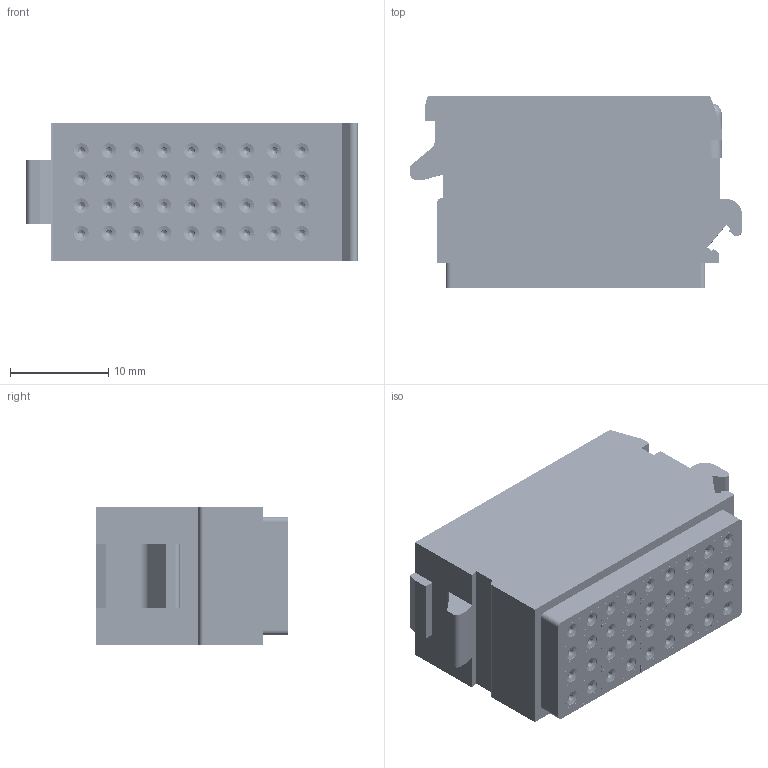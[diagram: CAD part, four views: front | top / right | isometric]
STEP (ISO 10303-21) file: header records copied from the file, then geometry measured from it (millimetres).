
FILE_DESCRIPTION((''),'2;1');
FILE_NAME('00175812002','2020-09-01T',('presta_be4'),(''),'CREO PARAMETRIC BY PTC INC, 2018360','CREO PARAMETRIC BY PTC INC, 2018360','');
FILE_SCHEMA(('CONFIG_CONTROL_DESIGN'));
Products named in the file (1): 00175812002
Bounding box: 33.7 x 19.53 x 14 mm (x, y, z)
Volume: 6625.8 mm3; surface area: 11720.7 mm2
Topology: 1 solids, 1 shells, 5552 faces, 14134 edges, 8837 vertices
Faces by surface type: plane 2252, cylinder 1483, cone 880, torus 792, sphere 145
Entity records: 181454 total; most frequent: CARTESIAN_POINT 45835, DIRECTION 28967, ORIENTED_EDGE 28120, EDGE_CURVE 14060, AXIS2_PLACEMENT_3D 11013, VERTEX_POINT 8836, VECTOR 6941, LINE 6941
